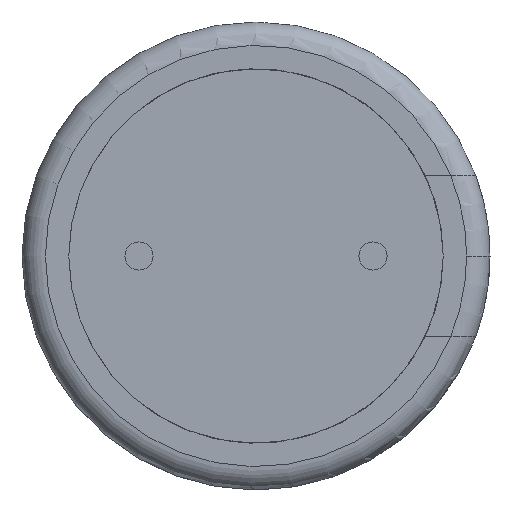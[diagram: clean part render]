
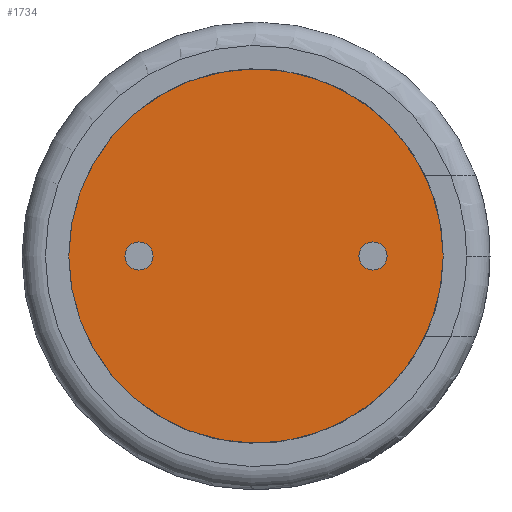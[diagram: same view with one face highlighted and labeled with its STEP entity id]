
A CAD part, front view. The second image highlights one B-rep face of the part: STEP entity #1734.
In plain terms, the highlighted planar face has unit normal (0, -1, 0).
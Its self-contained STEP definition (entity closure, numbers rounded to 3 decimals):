
#40 = FACE_BOUND ( 'NONE', #916, .T. ) ;
#81 = CARTESIAN_POINT ( 'NONE',  ( -4., 0., 0. ) ) ;
#85 = ORIENTED_EDGE ( 'NONE', *, *, #303, .F. ) ;
#87 = AXIS2_PLACEMENT_3D ( 'NONE', #1563, #1235, #269 ) ;
#247 = CARTESIAN_POINT ( 'NONE',  ( 0., 0., 0. ) ) ;
#248 = AXIS2_PLACEMENT_3D ( 'NONE', #247, #828, #1370 ) ;
#269 = DIRECTION ( 'NONE',  ( 1., 0., 0. ) ) ;
#303 = EDGE_CURVE ( 'NONE', #1575, #2211, #1776, .T. ) ;
#322 = VERTEX_POINT ( 'NONE', #81 ) ;
#392 = DIRECTION ( 'NONE',  ( 0., -1., 0. ) ) ;
#419 = FACE_BOUND ( 'NONE', #1514, .T. ) ;
#436 = VERTEX_POINT ( 'NONE', #1608 ) ;
#604 = DIRECTION ( 'NONE',  ( 1., 0., 0. ) ) ;
#709 = CIRCLE ( 'NONE', #1473, 0.3 ) ;
#749 = EDGE_LOOP ( 'NONE', ( #1116, #1950 ) ) ;
#778 = CARTESIAN_POINT ( 'NONE',  ( -2.5, 0., -0.3 ) ) ;
#808 = ORIENTED_EDGE ( 'NONE', *, *, #1582, .F. ) ;
#828 = DIRECTION ( 'NONE',  ( 0., -1., 0. ) ) ;
#843 = CARTESIAN_POINT ( 'NONE',  ( 0., 0., 0. ) ) ;
#916 = EDGE_LOOP ( 'NONE', ( #85, #808 ) ) ;
#917 = CARTESIAN_POINT ( 'NONE',  ( 2.5, 0., 0.3 ) ) ;
#988 = AXIS2_PLACEMENT_3D ( 'NONE', #1916, #2140, #1552 ) ;
#999 = EDGE_CURVE ( 'NONE', #1338, #322, #1143, .T. ) ;
#1021 = CIRCLE ( 'NONE', #248, 4. ) ;
#1033 = DIRECTION ( 'NONE',  ( 0., 0., 1. ) ) ;
#1116 = ORIENTED_EDGE ( 'NONE', *, *, #999, .T. ) ;
#1143 = CIRCLE ( 'NONE', #1747, 4. ) ;
#1232 = EDGE_CURVE ( 'NONE', #1458, #436, #709, .T. ) ;
#1235 = DIRECTION ( 'NONE',  ( 0., -1., 0. ) ) ;
#1338 = VERTEX_POINT ( 'NONE', #2040 ) ;
#1370 = DIRECTION ( 'NONE',  ( 1., 0., 0. ) ) ;
#1388 = DIRECTION ( 'NONE',  ( 0., 1., 0. ) ) ;
#1458 = VERTEX_POINT ( 'NONE', #778 ) ;
#1473 = AXIS2_PLACEMENT_3D ( 'NONE', #1909, #1388, #1033 ) ;
#1514 = EDGE_LOOP ( 'NONE', ( #2310, #1988 ) ) ;
#1521 = CIRCLE ( 'NONE', #1857, 0.3 ) ;
#1549 = EDGE_CURVE ( 'NONE', #322, #1338, #1021, .T. ) ;
#1552 = DIRECTION ( 'NONE',  ( 0., 0., 1. ) ) ;
#1563 = CARTESIAN_POINT ( 'NONE',  ( 2.5, 0., 0. ) ) ;
#1575 = VERTEX_POINT ( 'NONE', #917 ) ;
#1582 = EDGE_CURVE ( 'NONE', #2211, #1575, #1521, .T. ) ;
#1601 = CIRCLE ( 'NONE', #988, 0.3 ) ;
#1608 = CARTESIAN_POINT ( 'NONE',  ( -2.5, 0., 0.3 ) ) ;
#1717 = PLANE ( 'NONE',  #2323 ) ;
#1734 = ADVANCED_FACE ( 'NONE', ( #40, #419, #1890 ), #1717, .T. ) ;
#1747 = AXIS2_PLACEMENT_3D ( 'NONE', #843, #2118, #1906 ) ;
#1776 = CIRCLE ( 'NONE', #87, 0.3 ) ;
#1808 = EDGE_CURVE ( 'NONE', #436, #1458, #1601, .T. ) ;
#1857 = AXIS2_PLACEMENT_3D ( 'NONE', #2196, #392, #1992 ) ;
#1890 = FACE_OUTER_BOUND ( 'NONE', #749, .T. ) ;
#1906 = DIRECTION ( 'NONE',  ( 1., 0., 0. ) ) ;
#1909 = CARTESIAN_POINT ( 'NONE',  ( -2.5, 0., 0. ) ) ;
#1916 = CARTESIAN_POINT ( 'NONE',  ( -2.5, 0., 0. ) ) ;
#1920 = CARTESIAN_POINT ( 'NONE',  ( 2.5, 0., -0.3 ) ) ;
#1950 = ORIENTED_EDGE ( 'NONE', *, *, #1549, .T. ) ;
#1988 = ORIENTED_EDGE ( 'NONE', *, *, #1232, .T. ) ;
#1992 = DIRECTION ( 'NONE',  ( 1., 0., 0. ) ) ;
#2040 = CARTESIAN_POINT ( 'NONE',  ( 4., 0., 0. ) ) ;
#2118 = DIRECTION ( 'NONE',  ( 0., -1., 0. ) ) ;
#2140 = DIRECTION ( 'NONE',  ( 0., 1., 0. ) ) ;
#2196 = CARTESIAN_POINT ( 'NONE',  ( 2.5, 0., 0. ) ) ;
#2211 = VERTEX_POINT ( 'NONE', #1920 ) ;
#2245 = DIRECTION ( 'NONE',  ( 0., -1., 0. ) ) ;
#2270 = CARTESIAN_POINT ( 'NONE',  ( 0., 0., 0. ) ) ;
#2310 = ORIENTED_EDGE ( 'NONE', *, *, #1808, .T. ) ;
#2323 = AXIS2_PLACEMENT_3D ( 'NONE', #2270, #2245, #604 ) ;
